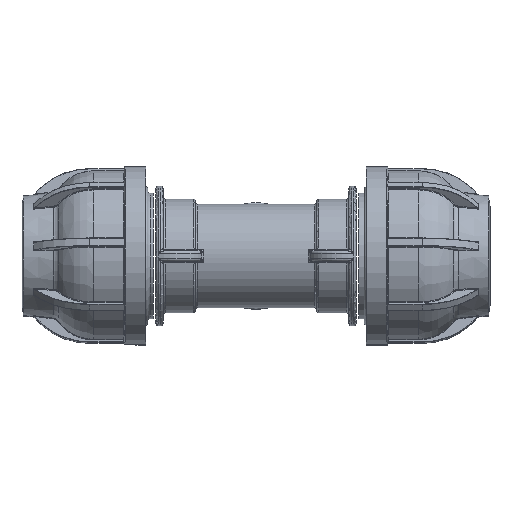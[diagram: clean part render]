
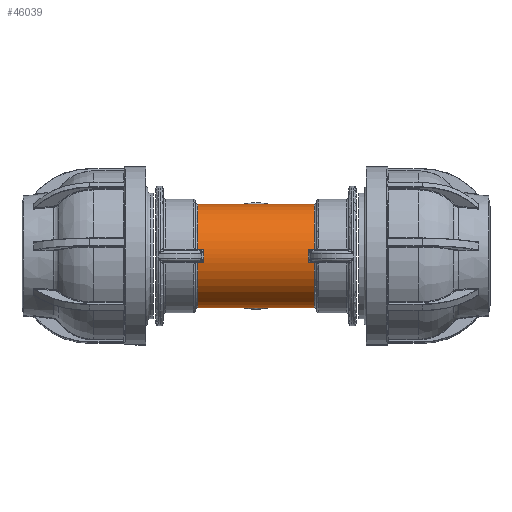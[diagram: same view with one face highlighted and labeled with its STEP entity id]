
A CAD part, front view. The second image highlights one B-rep face of the part: STEP entity #46039.
In plain terms, the highlighted cylindrical face has radius 18 mm (diameter 36 mm), a partial arc.
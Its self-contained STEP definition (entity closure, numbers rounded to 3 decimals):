
#1548 = CARTESIAN_POINT ( 'NONE',  ( 0., 0., 0. ) ) ;
#1549 = DIRECTION ( 'NONE',  ( 1., 0., 0. ) ) ;
#1550 = DIRECTION ( 'NONE',  ( 0., 0., 1. ) ) ;
#4170 = CARTESIAN_POINT ( 'NONE',  ( 20.25, -17.839, 2.4 ) ) ;
#4456 = CARTESIAN_POINT ( 'NONE',  ( -20.25, 0., -18. ) ) ;
#4607 = LINE ( 'NONE', #22241, #20705 ) ;
#4609 = LINE ( 'NONE', #22258, #20716 ) ;
#4614 = LINE ( 'NONE', #22283, #20723 ) ;
#4616 = LINE ( 'NONE', #22285, #20725 ) ;
#4618 = LINE ( 'NONE', #22290, #20728 ) ;
#4620 = LINE ( 'NONE', #22295, #20731 ) ;
#6653 = VERTEX_POINT ( 'NONE', #9268 ) ;
#6737 = VERTEX_POINT ( 'NONE', #9352 ) ;
#6740 = VERTEX_POINT ( 'NONE', #9355 ) ;
#6761 = VERTEX_POINT ( 'NONE', #9376 ) ;
#6769 = VERTEX_POINT ( 'NONE', #9384 ) ;
#6826 = VERTEX_POINT ( 'NONE', #9441 ) ;
#6912 = VERTEX_POINT ( 'NONE', #9527 ) ;
#6916 = VERTEX_POINT ( 'NONE', #9531 ) ;
#6929 = VERTEX_POINT ( 'NONE', #9544 ) ;
#6933 = VERTEX_POINT ( 'NONE', #9548 ) ;
#9268 = CARTESIAN_POINT ( 'NONE',  ( -18.061, -17.839, -2.4 ) ) ;
#9352 = CARTESIAN_POINT ( 'NONE',  ( 18.061, -17.839, -2.4 ) ) ;
#9355 = CARTESIAN_POINT ( 'NONE',  ( 20.25, -17.839, -2.4 ) ) ;
#9376 = CARTESIAN_POINT ( 'NONE',  ( -20.25, 0., 18. ) ) ;
#9384 = CARTESIAN_POINT ( 'NONE',  ( 20.25, 0., 18. ) ) ;
#9441 = CARTESIAN_POINT ( 'NONE',  ( 18.061, -17.839, 2.4 ) ) ;
#9527 = CARTESIAN_POINT ( 'NONE',  ( -20.25, -17.839, -2.4 ) ) ;
#9531 = CARTESIAN_POINT ( 'NONE',  ( 20.25, 0., -18. ) ) ;
#9544 = CARTESIAN_POINT ( 'NONE',  ( -18.061, -17.839, 2.4 ) ) ;
#9548 = CARTESIAN_POINT ( 'NONE',  ( -20.25, -17.839, 2.4 ) ) ;
#14136 = ORIENTED_EDGE ( 'NONE', *, *, #29950, .T. ) ;
#14137 = ORIENTED_EDGE ( 'NONE', *, *, #29954, .T. ) ;
#14147 = ORIENTED_EDGE ( 'NONE', *, *, #29951, .T. ) ;
#14148 = ORIENTED_EDGE ( 'NONE', *, *, #29957, .T. ) ;
#14150 = ORIENTED_EDGE ( 'NONE', *, *, #29960, .T. ) ;
#14152 = ORIENTED_EDGE ( 'NONE', *, *, #29964, .T. ) ;
#14156 = ORIENTED_EDGE ( 'NONE', *, *, #29963, .T. ) ;
#14157 = ORIENTED_EDGE ( 'NONE', *, *, #29965, .F. ) ;
#14158 = ORIENTED_EDGE ( 'NONE', *, *, #29968, .T. ) ;
#14159 = ORIENTED_EDGE ( 'NONE', *, *, #29967, .T. ) ;
#14160 = ORIENTED_EDGE ( 'NONE', *, *, #29970, .T. ) ;
#14161 = ORIENTED_EDGE ( 'NONE', *, *, #29969, .T. ) ;
#20696 = CIRCLE ( 'NONE', #20702, 18. ) ;
#20702 = AXIS2_PLACEMENT_3D ( 'NONE', #22238, #22239, #22240 ) ;
#20705 = VECTOR ( 'NONE', #22242, 1000. ) ;
#20709 = CIRCLE ( 'NONE', #20710, 18. ) ;
#20710 = AXIS2_PLACEMENT_3D ( 'NONE', #22249, #22250, #22251 ) ;
#20713 = CIRCLE ( 'NONE', #20722, 18. ) ;
#20716 = VECTOR ( 'NONE', #22259, 1000. ) ;
#20720 = CIRCLE ( 'NONE', #20729, 18. ) ;
#20722 = AXIS2_PLACEMENT_3D ( 'NONE', #22280, #22281, #22282 ) ;
#20723 = VECTOR ( 'NONE', #22284, 1000. ) ;
#20725 = VECTOR ( 'NONE', #22286, 1000. ) ;
#20728 = VECTOR ( 'NONE', #22291, 1000. ) ;
#20729 = AXIS2_PLACEMENT_3D ( 'NONE', #22292, #22293, #22294 ) ;
#20731 = VECTOR ( 'NONE', #22296, 1000. ) ;
#22238 = CARTESIAN_POINT ( 'NONE',  ( -20.25, 0., 0. ) ) ;
#22239 = DIRECTION ( 'NONE',  ( 1., 0., 0. ) ) ;
#22240 = DIRECTION ( 'NONE',  ( 0., 0., -1. ) ) ;
#22241 = CARTESIAN_POINT ( 'NONE',  ( 0., 0., -18. ) ) ;
#22242 = DIRECTION ( 'NONE',  ( 1., 0., 0. ) ) ;
#22249 = CARTESIAN_POINT ( 'NONE',  ( 20.25, 0., 0. ) ) ;
#22250 = DIRECTION ( 'NONE',  ( -1., 0., 0. ) ) ;
#22251 = DIRECTION ( 'NONE',  ( 0., 0., 1. ) ) ;
#22258 = CARTESIAN_POINT ( 'NONE',  ( 0., -17.839, -2.4 ) ) ;
#22259 = DIRECTION ( 'NONE',  ( -1., 0., 0. ) ) ;
#22269 = CARTESIAN_POINT ( 'NONE',  ( 18.061, -17.839, -2.4 ) ) ;
#22270 = CARTESIAN_POINT ( 'NONE',  ( 18.116, -17.946, -1.605 ) ) ;
#22271 = CARTESIAN_POINT ( 'NONE',  ( 18.144, -18., -0.805 ) ) ;
#22272 = CARTESIAN_POINT ( 'NONE',  ( 18.144, -18., 0.805 ) ) ;
#22273 = CARTESIAN_POINT ( 'NONE',  ( 18.116, -17.946, 1.605 ) ) ;
#22274 = CARTESIAN_POINT ( 'NONE',  ( 18.061, -17.839, 2.4 ) ) ;
#22280 = CARTESIAN_POINT ( 'NONE',  ( 20.25, 0., 0. ) ) ;
#22281 = DIRECTION ( 'NONE',  ( -1., 0., 0. ) ) ;
#22282 = DIRECTION ( 'NONE',  ( 0., 0., 1. ) ) ;
#22283 = CARTESIAN_POINT ( 'NONE',  ( 0., -17.839, 2.4 ) ) ;
#22284 = DIRECTION ( 'NONE',  ( 1., 0., 0. ) ) ;
#22285 = CARTESIAN_POINT ( 'NONE',  ( 0., 0., 18. ) ) ;
#22286 = DIRECTION ( 'NONE',  ( 1., 0., 0. ) ) ;
#22290 = CARTESIAN_POINT ( 'NONE',  ( 0., -17.839, 2.4 ) ) ;
#22291 = DIRECTION ( 'NONE',  ( 1., 0., 0. ) ) ;
#22292 = CARTESIAN_POINT ( 'NONE',  ( -20.25, 0., 0. ) ) ;
#22293 = DIRECTION ( 'NONE',  ( 1., 0., 0. ) ) ;
#22294 = DIRECTION ( 'NONE',  ( 0., 0., -1. ) ) ;
#22295 = CARTESIAN_POINT ( 'NONE',  ( 0., -17.839, -2.4 ) ) ;
#22296 = DIRECTION ( 'NONE',  ( -1., 0., 0. ) ) ;
#22297 = CARTESIAN_POINT ( 'NONE',  ( -18.061, -17.839, 2.4 ) ) ;
#22298 = CARTESIAN_POINT ( 'NONE',  ( -18.116, -17.946, 1.605 ) ) ;
#22299 = CARTESIAN_POINT ( 'NONE',  ( -18.144, -18., 0.805 ) ) ;
#22300 = CARTESIAN_POINT ( 'NONE',  ( -18.144, -18., -0.805 ) ) ;
#22301 = CARTESIAN_POINT ( 'NONE',  ( -18.116, -17.946, -1.605 ) ) ;
#22302 = CARTESIAN_POINT ( 'NONE',  ( -18.061, -17.839, -2.4 ) ) ;
#29950 = EDGE_CURVE ( 'NONE', #6912, #53591, #20696, .T. ) ;
#29951 = EDGE_CURVE ( 'NONE', #53591, #6916, #4607, .T. ) ;
#29954 = EDGE_CURVE ( 'NONE', #6916, #6740, #20709, .T. ) ;
#29957 = EDGE_CURVE ( 'NONE', #6740, #6737, #4609, .T. ) ;
#29960 = EDGE_CURVE ( 'NONE', #6737, #6826, #39108, .T. ) ;
#29963 = EDGE_CURVE ( 'NONE', #53424, #6769, #20713, .T. ) ;
#29964 = EDGE_CURVE ( 'NONE', #6826, #53424, #4614, .T. ) ;
#29965 = EDGE_CURVE ( 'NONE', #6761, #6769, #4616, .T. ) ;
#29967 = EDGE_CURVE ( 'NONE', #6933, #6929, #4618, .T. ) ;
#29968 = EDGE_CURVE ( 'NONE', #6761, #6933, #20720, .T. ) ;
#29969 = EDGE_CURVE ( 'NONE', #6653, #6912, #4620, .T. ) ;
#29970 = EDGE_CURVE ( 'NONE', #6929, #6653, #39109, .T. ) ;
#39108 = B_SPLINE_CURVE_WITH_KNOTS ( 'NONE', 3,
 ( #22269, #22270, #22271, #22272, #22273, #22274 ),
 .UNSPECIFIED., .F., .F.,
 ( 4, 2, 4 ),
 ( 0., 0.002, 0.005 ),
 .UNSPECIFIED. ) ;
#39109 = B_SPLINE_CURVE_WITH_KNOTS ( 'NONE', 3,
 ( #22297, #22298, #22299, #22300, #22301, #22302 ),
 .UNSPECIFIED., .F., .F.,
 ( 4, 2, 4 ),
 ( 0., 0.002, 0.005 ),
 .UNSPECIFIED. ) ;
#46039 = ADVANCED_FACE ( 'NONE', ( #48245 ), #48247, .T. ) ;
#48245 = FACE_OUTER_BOUND ( 'NONE', #49175, .T. ) ;
#48247 = CYLINDRICAL_SURFACE ( 'NONE', #55221, 18. ) ;
#49175 = EDGE_LOOP ( 'NONE', ( #14136, #14147, #14137, #14148, #14150, #14152, #14156, #14157, #14158, #14159, #14160, #14161 ) ) ;
#53424 = VERTEX_POINT ( 'NONE', #4170 ) ;
#53591 = VERTEX_POINT ( 'NONE', #4456 ) ;
#55221 = AXIS2_PLACEMENT_3D ( 'NONE', #1548, #1549, #1550 ) ;
